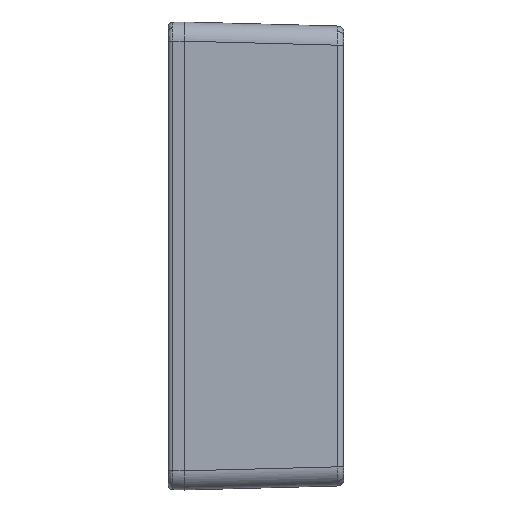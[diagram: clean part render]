
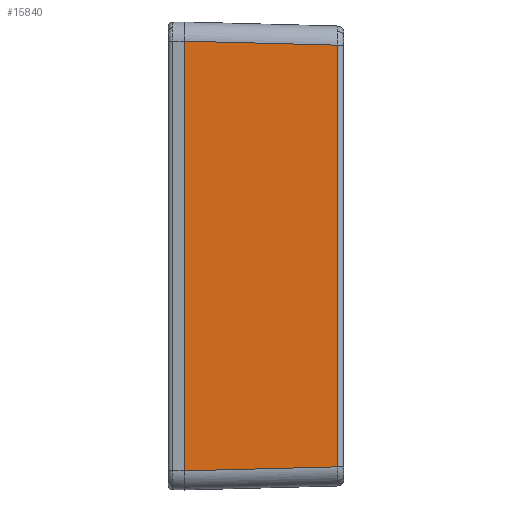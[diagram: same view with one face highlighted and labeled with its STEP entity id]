
A CAD part, left-side view. The second image highlights one B-rep face of the part: STEP entity #15840.
In plain terms, the highlighted planar face has unit normal (-1, -0.026, 0).
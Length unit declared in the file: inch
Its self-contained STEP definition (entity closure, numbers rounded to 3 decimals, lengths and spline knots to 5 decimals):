
#3006 = EDGE_CURVE ( 'NONE', #9504, #41182, #11194, .T. ) ;
#5923 = CARTESIAN_POINT ( 'NONE',  ( -4.37992, 0., -2.64772 ) ) ;
#9504 = VERTEX_POINT ( 'NONE', #5923 ) ;
#11194 = LINE ( 'NONE', #43499, #55656 ) ;
#11919 = VERTEX_POINT ( 'NONE', #14486 ) ;
#14486 = CARTESIAN_POINT ( 'NONE',  ( -4.33038, -1.89182, 2.59818 ) ) ;
#15366 = DIRECTION ( 'NONE',  ( 0.026, -0.999, -0.026 ) ) ;
#15840 = ADVANCED_FACE ( 'NONE', ( #34134 ), #43935, .T. ) ;
#16007 = ORIENTED_EDGE ( 'NONE', *, *, #26780, .F. ) ;
#20274 = LINE ( 'NONE', #59079, #24148 ) ;
#21171 = CARTESIAN_POINT ( 'NONE',  ( -4.37613, -0.14465, 2.64393 ) ) ;
#22944 = CARTESIAN_POINT ( 'NONE',  ( -4.33038, -1.89182, -2.59818 ) ) ;
#24148 = VECTOR ( 'NONE', #64160, 39.37008 ) ;
#24175 = EDGE_CURVE ( 'NONE', #40655, #11919, #65609, .T. ) ;
#26277 = LINE ( 'NONE', #21171, #29968 ) ;
#26489 = EDGE_CURVE ( 'NONE', #9504, #40655, #20274, .T. ) ;
#26780 = EDGE_CURVE ( 'NONE', #41182, #11919, #26277, .T. ) ;
#29968 = VECTOR ( 'NONE', #15366, 39.37008 ) ;
#31307 = ORIENTED_EDGE ( 'NONE', *, *, #26489, .T. ) ;
#31932 = DIRECTION ( 'NONE',  ( 0., 0., 1. ) ) ;
#33350 = CARTESIAN_POINT ( 'NONE',  ( -4.33038, -1.89182, -2.88386 ) ) ;
#34134 = FACE_OUTER_BOUND ( 'NONE', #43823, .T. ) ;
#39146 = ORIENTED_EDGE ( 'NONE', *, *, #24175, .T. ) ;
#40655 = VERTEX_POINT ( 'NONE', #22944 ) ;
#41182 = VERTEX_POINT ( 'NONE', #52130 ) ;
#43499 = CARTESIAN_POINT ( 'NONE',  ( -4.37992, 0., 2.88386 ) ) ;
#43823 = EDGE_LOOP ( 'NONE', ( #16007, #51967, #31307, #39146 ) ) ;
#43935 = PLANE ( 'NONE',  #70374 ) ;
#51967 = ORIENTED_EDGE ( 'NONE', *, *, #3006, .F. ) ;
#52130 = CARTESIAN_POINT ( 'NONE',  ( -4.37992, 0., 2.64772 ) ) ;
#52591 = DIRECTION ( 'NONE',  ( -1., -0.026, 0. ) ) ;
#55439 = DIRECTION ( 'NONE',  ( 0., 0., 1. ) ) ;
#55656 = VECTOR ( 'NONE', #31932, 39.37008 ) ;
#56224 = CARTESIAN_POINT ( 'NONE',  ( -4.37992, 0., -2.88386 ) ) ;
#59079 = CARTESIAN_POINT ( 'NONE',  ( -4.37992, 0., -2.64772 ) ) ;
#62607 = VECTOR ( 'NONE', #55439, 39.37008 ) ;
#64160 = DIRECTION ( 'NONE',  ( 0.026, -0.999, 0.026 ) ) ;
#65609 = LINE ( 'NONE', #33350, #62607 ) ;
#69244 = DIRECTION ( 'NONE',  ( 0.026, -1., 0. ) ) ;
#70374 = AXIS2_PLACEMENT_3D ( 'NONE', #56224, #52591, #69244 ) ;
